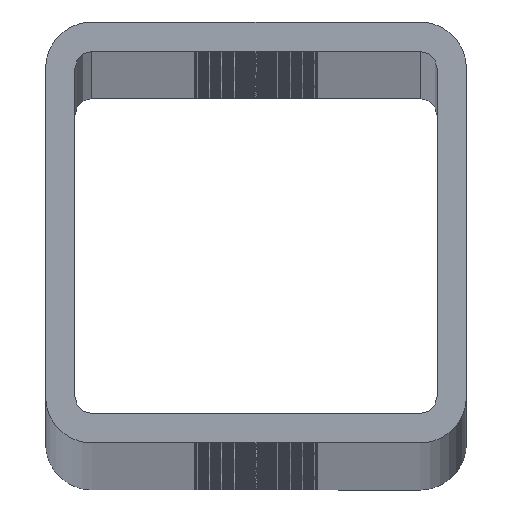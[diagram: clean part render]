
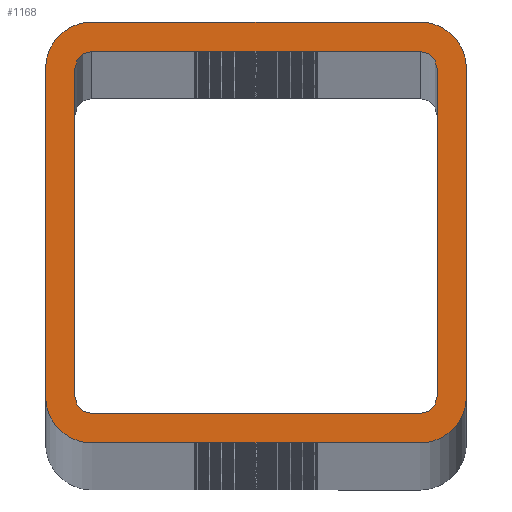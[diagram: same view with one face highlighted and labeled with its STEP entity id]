
A CAD part, top view. The second image highlights one B-rep face of the part: STEP entity #1168.
In plain terms, the highlighted planar face has unit normal (0, 0, 1).
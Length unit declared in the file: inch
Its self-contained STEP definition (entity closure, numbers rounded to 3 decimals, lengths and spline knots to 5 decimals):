
#14=FACE_BOUND('',#2741,.T.);
#1168=ADVANCED_FACE('',(#1954,#14),#16440,.T.);
#1954=FACE_OUTER_BOUND('',#2740,.T.);
#2740=EDGE_LOOP('',(#5448,#5449,#5450,#5451,#5452,#5453,#5454,#5455));
#2741=EDGE_LOOP('',(#5456,#5457,#5458,#5459,#5460,#5461,#5462,#5463));
#5448=ORIENTED_EDGE('',*,*,#10152,.F.);
#5449=ORIENTED_EDGE('',*,*,#10168,.F.);
#5450=ORIENTED_EDGE('',*,*,#10153,.F.);
#5451=ORIENTED_EDGE('',*,*,#10173,.F.);
#5452=ORIENTED_EDGE('',*,*,#10154,.F.);
#5453=ORIENTED_EDGE('',*,*,#10178,.F.);
#5454=ORIENTED_EDGE('',*,*,#10155,.F.);
#5455=ORIENTED_EDGE('',*,*,#10163,.F.);
#5456=ORIENTED_EDGE('',*,*,#10183,.F.);
#5457=ORIENTED_EDGE('',*,*,#10156,.F.);
#5458=ORIENTED_EDGE('',*,*,#10198,.F.);
#5459=ORIENTED_EDGE('',*,*,#10157,.F.);
#5460=ORIENTED_EDGE('',*,*,#10193,.F.);
#5461=ORIENTED_EDGE('',*,*,#10158,.F.);
#5462=ORIENTED_EDGE('',*,*,#10188,.F.);
#5463=ORIENTED_EDGE('',*,*,#10159,.F.);
#10152=EDGE_CURVE('',#16410,#16408,#11736,.T.);
#10153=EDGE_CURVE('',#16412,#16411,#11737,.T.);
#10154=EDGE_CURVE('',#16414,#16413,#11738,.T.);
#10155=EDGE_CURVE('',#16409,#16415,#11739,.T.);
#10156=EDGE_CURVE('',#16418,#16416,#11740,.T.);
#10157=EDGE_CURVE('',#16420,#16419,#11741,.T.);
#10158=EDGE_CURVE('',#16422,#16421,#11742,.T.);
#10159=EDGE_CURVE('',#16417,#16423,#11743,.T.);
#10163=EDGE_CURVE('',#16408,#16409,#12537,.T.);
#10168=EDGE_CURVE('',#16411,#16410,#12539,.T.);
#10173=EDGE_CURVE('',#16413,#16412,#12541,.T.);
#10178=EDGE_CURVE('',#16415,#16414,#12543,.T.);
#10183=EDGE_CURVE('',#16416,#16417,#12545,.T.);
#10188=EDGE_CURVE('',#16423,#16422,#12547,.T.);
#10193=EDGE_CURVE('',#16421,#16420,#12549,.T.);
#10198=EDGE_CURVE('',#16419,#16418,#12551,.T.);
#11736=B_SPLINE_CURVE_WITH_KNOTS('',1,(#29745,#29746),.UNSPECIFIED.,.F.,
 .F.,(2,2),(-1.17,0.),.UNSPECIFIED.);
#11737=B_SPLINE_CURVE_WITH_KNOTS('',1,(#29747,#29748),.UNSPECIFIED.,.F.,
 .F.,(2,2),(-1.17,0.),.UNSPECIFIED.);
#11738=B_SPLINE_CURVE_WITH_KNOTS('',1,(#29749,#29750),.UNSPECIFIED.,.F.,
 .F.,(2,2),(-1.17,0.),.UNSPECIFIED.);
#11739=B_SPLINE_CURVE_WITH_KNOTS('',1,(#29751,#29752),.UNSPECIFIED.,.F.,
 .F.,(2,2),(-1.17,0.),.UNSPECIFIED.);
#11740=B_SPLINE_CURVE_WITH_KNOTS('',1,(#29753,#29754),.UNSPECIFIED.,.F.,
 .F.,(2,2),(-1.17,0.),.UNSPECIFIED.);
#11741=B_SPLINE_CURVE_WITH_KNOTS('',1,(#29755,#29756),.UNSPECIFIED.,.F.,
 .F.,(2,2),(-1.17,0.),.UNSPECIFIED.);
#11742=B_SPLINE_CURVE_WITH_KNOTS('',1,(#29757,#29758),.UNSPECIFIED.,.F.,
 .F.,(2,2),(-1.17,0.),.UNSPECIFIED.);
#11743=B_SPLINE_CURVE_WITH_KNOTS('',1,(#29759,#29760),.UNSPECIFIED.,.F.,
 .F.,(2,2),(-1.17,0.),.UNSPECIFIED.);
#12537=TRIMMED_CURVE($,#14089,(#29769),(#29770),.T.,.CARTESIAN.);
#12539=TRIMMED_CURVE($,#14091,(#29781),(#29782),.T.,.CARTESIAN.);
#12541=TRIMMED_CURVE($,#14093,(#29793),(#29794),.T.,.CARTESIAN.);
#12543=TRIMMED_CURVE($,#14095,(#29805),(#29806),.T.,.CARTESIAN.);
#12545=TRIMMED_CURVE($,#14097,(#29817),(#29818),.T.,.CARTESIAN.);
#12547=TRIMMED_CURVE($,#14099,(#29829),(#29830),.T.,.CARTESIAN.);
#12549=TRIMMED_CURVE($,#14101,(#29841),(#29842),.T.,.CARTESIAN.);
#12551=TRIMMED_CURVE($,#14103,(#29853),(#29854),.T.,.CARTESIAN.);
#14089=CIRCLE('',#18872,0.00344);
#14091=CIRCLE('',#18874,0.00344);
#14093=CIRCLE('',#18876,0.00344);
#14095=CIRCLE('',#18878,0.00344);
#14097=CIRCLE('',#18880,0.00125);
#14099=CIRCLE('',#18882,0.00125);
#14101=CIRCLE('',#18884,0.00125);
#14103=CIRCLE('',#18886,0.00125);
#16408=VERTEX_POINT('',#25873);
#16409=VERTEX_POINT('',#25874);
#16410=VERTEX_POINT('',#25875);
#16411=VERTEX_POINT('',#25876);
#16412=VERTEX_POINT('',#25877);
#16413=VERTEX_POINT('',#25878);
#16414=VERTEX_POINT('',#25879);
#16415=VERTEX_POINT('',#25880);
#16416=VERTEX_POINT('',#25881);
#16417=VERTEX_POINT('',#25882);
#16418=VERTEX_POINT('',#25883);
#16419=VERTEX_POINT('',#25884);
#16420=VERTEX_POINT('',#25885);
#16421=VERTEX_POINT('',#25886);
#16422=VERTEX_POINT('',#25887);
#16423=VERTEX_POINT('',#25888);
#16440=PLANE('',#17701);
#17701=AXIS2_PLACEMENT_3D('',#23935,#20042,$);
#18872=AXIS2_PLACEMENT_3D($,#29768,#21982,#21983);
#18874=AXIS2_PLACEMENT_3D($,#29780,#21986,#21987);
#18876=AXIS2_PLACEMENT_3D($,#29792,#21990,#21991);
#18878=AXIS2_PLACEMENT_3D($,#29804,#21994,#21995);
#18880=AXIS2_PLACEMENT_3D($,#29816,#21998,#21999);
#18882=AXIS2_PLACEMENT_3D($,#29828,#22002,#22003);
#18884=AXIS2_PLACEMENT_3D($,#29840,#22006,#22007);
#18886=AXIS2_PLACEMENT_3D($,#29852,#22010,#22011);
#20042=DIRECTION('',(0.,0.,1.));
#21982=DIRECTION('',(0.,0.,-1.));
#21983=DIRECTION('',(-1.,0.,0.));
#21986=DIRECTION('',(0.,0.,-1.));
#21987=DIRECTION('',(0.,-1.,0.));
#21990=DIRECTION('',(0.,0.,-1.));
#21991=DIRECTION('',(1.,0.,0.));
#21994=DIRECTION('',(0.,0.,-1.));
#21995=DIRECTION('',(0.,1.,0.));
#21998=DIRECTION('',(0.,0.,1.));
#21999=DIRECTION('',(-1.,0.,0.));
#22002=DIRECTION('',(0.,0.,1.));
#22003=DIRECTION('',(0.,-1.,0.));
#22006=DIRECTION('',(0.,0.,1.));
#22007=DIRECTION('',(1.,0.,0.));
#22010=DIRECTION('',(0.,0.,1.));
#22011=DIRECTION('',(0.,1.,0.));
#23935=CARTESIAN_POINT('',(0.03438,-0.00313,2.));
#25873=CARTESIAN_POINT('',(0.,0.02781,2.));
#25874=CARTESIAN_POINT('',(0.00344,0.03125,2.));
#25875=CARTESIAN_POINT('',(0.,0.00344,2.));
#25876=CARTESIAN_POINT('',(0.00344,0.,2.));
#25877=CARTESIAN_POINT('',(0.02781,0.,2.));
#25878=CARTESIAN_POINT('',(0.03125,0.00344,2.));
#25879=CARTESIAN_POINT('',(0.03125,0.02781,2.));
#25880=CARTESIAN_POINT('',(0.02781,0.03125,2.));
#25881=CARTESIAN_POINT('',(0.00219,0.00344,2.));
#25882=CARTESIAN_POINT('',(0.00344,0.00219,2.));
#25883=CARTESIAN_POINT('',(0.00219,0.02781,2.));
#25884=CARTESIAN_POINT('',(0.00344,0.02906,2.));
#25885=CARTESIAN_POINT('',(0.02781,0.02906,2.));
#25886=CARTESIAN_POINT('',(0.02906,0.02781,2.));
#25887=CARTESIAN_POINT('',(0.02906,0.00344,2.));
#25888=CARTESIAN_POINT('',(0.02781,0.00219,2.));
#29745=CARTESIAN_POINT('',(0.,0.00344,2.));
#29746=CARTESIAN_POINT('',(0.,0.02781,2.));
#29747=CARTESIAN_POINT('',(0.02781,0.,2.));
#29748=CARTESIAN_POINT('',(0.00344,0.,2.));
#29749=CARTESIAN_POINT('',(0.03125,0.02781,2.));
#29750=CARTESIAN_POINT('',(0.03125,0.00344,2.));
#29751=CARTESIAN_POINT('',(0.00344,0.03125,2.));
#29752=CARTESIAN_POINT('',(0.02781,0.03125,2.));
#29753=CARTESIAN_POINT('',(0.00219,0.02781,2.));
#29754=CARTESIAN_POINT('',(0.00219,0.00344,2.));
#29755=CARTESIAN_POINT('',(0.02781,0.02906,2.));
#29756=CARTESIAN_POINT('',(0.00344,0.02906,2.));
#29757=CARTESIAN_POINT('',(0.02906,0.00344,2.));
#29758=CARTESIAN_POINT('',(0.02906,0.02781,2.));
#29759=CARTESIAN_POINT('',(0.00344,0.00219,2.));
#29760=CARTESIAN_POINT('',(0.02781,0.00219,2.));
#29768=CARTESIAN_POINT('',(0.00344,0.02781,2.));
#29769=CARTESIAN_POINT('',(0.,0.02781,2.));
#29770=CARTESIAN_POINT('',(0.00344,0.03125,2.));
#29780=CARTESIAN_POINT('',(0.00344,0.00344,2.));
#29781=CARTESIAN_POINT('',(0.00344,0.,2.));
#29782=CARTESIAN_POINT('',(0.,0.00344,2.));
#29792=CARTESIAN_POINT('',(0.02781,0.00344,2.));
#29793=CARTESIAN_POINT('',(0.03125,0.00344,2.));
#29794=CARTESIAN_POINT('',(0.02781,0.,2.));
#29804=CARTESIAN_POINT('',(0.02781,0.02781,2.));
#29805=CARTESIAN_POINT('',(0.02781,0.03125,2.));
#29806=CARTESIAN_POINT('',(0.03125,0.02781,2.));
#29816=CARTESIAN_POINT('',(0.00344,0.00344,2.));
#29817=CARTESIAN_POINT('',(0.00219,0.00344,2.));
#29818=CARTESIAN_POINT('',(0.00344,0.00219,2.));
#29828=CARTESIAN_POINT('',(0.02781,0.00344,2.));
#29829=CARTESIAN_POINT('',(0.02781,0.00219,2.));
#29830=CARTESIAN_POINT('',(0.02906,0.00344,2.));
#29840=CARTESIAN_POINT('',(0.02781,0.02781,2.));
#29841=CARTESIAN_POINT('',(0.02906,0.02781,2.));
#29842=CARTESIAN_POINT('',(0.02781,0.02906,2.));
#29852=CARTESIAN_POINT('',(0.00344,0.02781,2.));
#29853=CARTESIAN_POINT('',(0.00344,0.02906,2.));
#29854=CARTESIAN_POINT('',(0.00219,0.02781,2.));
